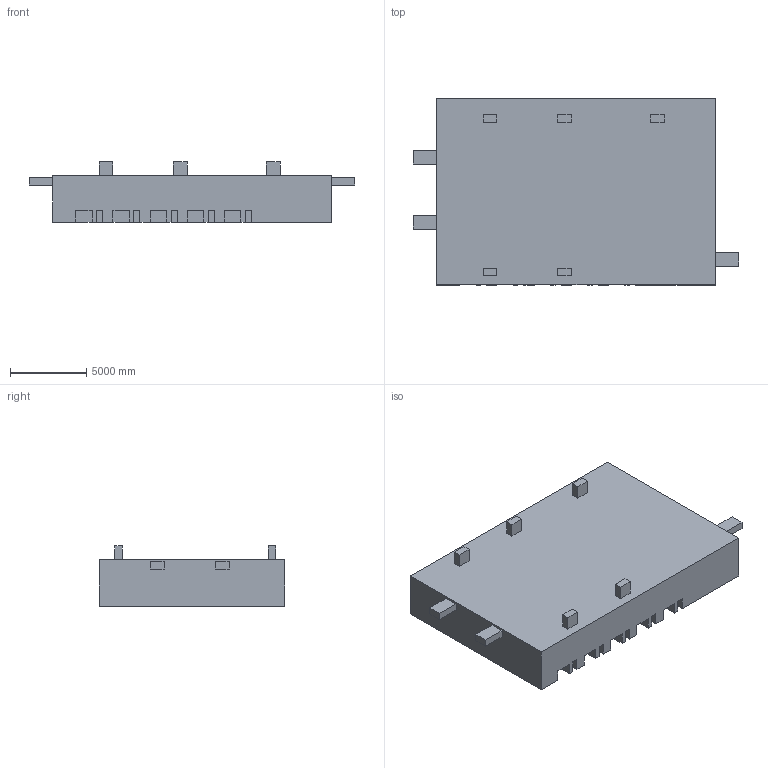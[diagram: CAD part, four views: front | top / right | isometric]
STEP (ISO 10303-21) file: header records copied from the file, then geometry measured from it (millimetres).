
FILE_DESCRIPTION(('FreeCAD Model'),'2;1');
FILE_NAME('flow_domain.step', '2021-11-13T21:19:01',('Author'),(''), 'Open CASCADE STEP processor 7.3','FreeCAD','Unknown');
FILE_SCHEMA(('AUTOMOTIVE_DESIGN { 1 0 10303 214 1 1 1 1 }'));
Length unit declared in the file: millimetre
Products named in the file (1): Cut
Bounding box: 21336 x 12192 x 3962.4 mm (x, y, z)
Volume: 649332816329.4 mm3; surface area: 693903954.1 mm2
Topology: 1 solids, 1 shells, 129 faces, 357 edges, 238 vertices
Faces by surface type: plane 129
Entity records: 9523 total; most frequent: CARTESIAN_POINT 1503, DIRECTION 1267, LINE 1007, VECTOR 1007, ORIENTED_EDGE 714, PCURVE 714, DEFINITIONAL_REPRESENTATION 714, EDGE_CURVE 357
